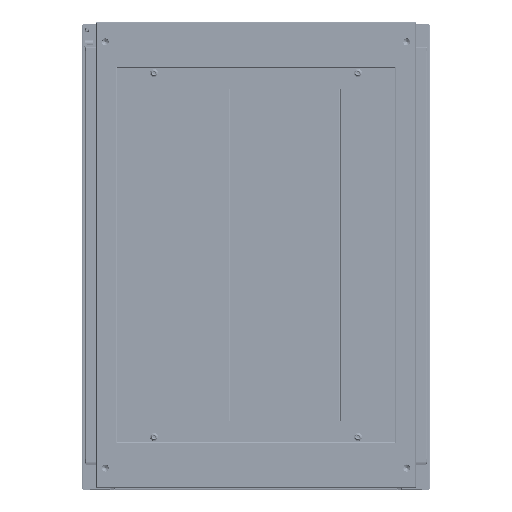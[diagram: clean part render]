
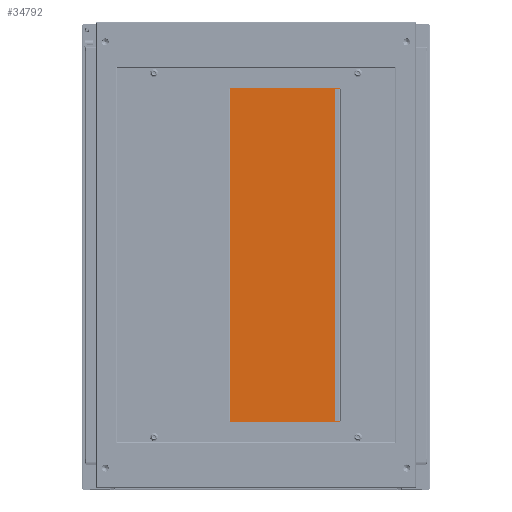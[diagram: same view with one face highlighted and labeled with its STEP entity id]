
A CAD part, top view. The second image highlights one B-rep face of the part: STEP entity #34792.
In plain terms, the highlighted face is planar.
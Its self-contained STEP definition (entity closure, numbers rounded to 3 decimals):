
#5172 = EDGE_LOOP ( 'NONE', ( #115103, #115105, #115107, #115109, #115111, #115113, #115115, #115117 ) ) ;
#15068 = EDGE_CURVE ( 'NONE', #73711, #73709, #110348, .T. ) ;
#15073 = EDGE_CURVE ( 'NONE', #73709, #73703, #110361, .T. ) ;
#15075 = EDGE_CURVE ( 'NONE', #73719, #73716, #110363, .T. ) ;
#15077 = EDGE_CURVE ( 'NONE', #73727, #73719, #110365, .T. ) ;
#15080 = EDGE_CURVE ( 'NONE', #73727, #73720, #110367, .T. ) ;
#15081 = EDGE_CURVE ( 'NONE', #73716, #73711, #110369, .T. ) ;
#15082 = EDGE_CURVE ( 'NONE', #73703, #73698, #110371, .T. ) ;
#15084 = EDGE_CURVE ( 'NONE', #73720, #73698, #110373, .T. ) ;
#34792 = ADVANCED_FACE ( 'NONE', ( #80829 ), #77835, .T. ) ;
#65462 = CARTESIAN_POINT ( 'NONE',  ( -285., -99., 1.5 ) ) ;
#65470 = CARTESIAN_POINT ( 'NONE',  ( -300., -99., 1.5 ) ) ;
#65480 = CARTESIAN_POINT ( 'NONE',  ( -300., 99., 1.5 ) ) ;
#65484 = CARTESIAN_POINT ( 'NONE',  ( 300., 99., 1.5 ) ) ;
#65491 = CARTESIAN_POINT ( 'NONE',  ( 300., -99., 1.5 ) ) ;
#65496 = CARTESIAN_POINT ( 'NONE',  ( 285., -99., 1.5 ) ) ;
#65498 = CARTESIAN_POINT ( 'NONE',  ( -285., -97.99, 1.5 ) ) ;
#65510 = CARTESIAN_POINT ( 'NONE',  ( 285., -97.99, 1.5 ) ) ;
#73698 = VERTEX_POINT ( 'NONE', #65462 ) ;
#73703 = VERTEX_POINT ( 'NONE', #65470 ) ;
#73709 = VERTEX_POINT ( 'NONE', #65480 ) ;
#73711 = VERTEX_POINT ( 'NONE', #65484 ) ;
#73716 = VERTEX_POINT ( 'NONE', #65491 ) ;
#73719 = VERTEX_POINT ( 'NONE', #65496 ) ;
#73720 = VERTEX_POINT ( 'NONE', #65498 ) ;
#73727 = VERTEX_POINT ( 'NONE', #65510 ) ;
#77835 = PLANE ( 'NONE',  #78372 ) ;
#77837 = CARTESIAN_POINT ( 'NONE',  ( -300., -99., 1.5 ) ) ;
#77854 = DIRECTION ( 'NONE',  ( 0., 0., 1. ) ) ;
#77855 = DIRECTION ( 'NONE',  ( 1., 0., 0. ) ) ;
#78372 = AXIS2_PLACEMENT_3D ( 'NONE', #77837, #77854, #77855 ) ;
#80829 = FACE_OUTER_BOUND ( 'NONE', #5172, .T. ) ;
#110348 = LINE ( 'NONE', #112204, #110357 ) ;
#110357 = VECTOR ( 'NONE', #112209, 1000. ) ;
#110361 = LINE ( 'NONE', #112212, #110362 ) ;
#110362 = VECTOR ( 'NONE', #112213, 1000. ) ;
#110363 = LINE ( 'NONE', #112214, #110364 ) ;
#110364 = VECTOR ( 'NONE', #112215, 1000. ) ;
#110365 = LINE ( 'NONE', #112216, #110366 ) ;
#110366 = VECTOR ( 'NONE', #112217, 1000. ) ;
#110367 = LINE ( 'NONE', #112218, #110368 ) ;
#110368 = VECTOR ( 'NONE', #112219, 1000. ) ;
#110369 = LINE ( 'NONE', #112220, #110370 ) ;
#110370 = VECTOR ( 'NONE', #112221, 1000. ) ;
#110371 = LINE ( 'NONE', #112222, #110372 ) ;
#110372 = VECTOR ( 'NONE', #112223, 1000. ) ;
#110373 = LINE ( 'NONE', #112224, #110374 ) ;
#110374 = VECTOR ( 'NONE', #112225, 1000. ) ;
#112204 = CARTESIAN_POINT ( 'NONE',  ( -300., 99., 1.5 ) ) ;
#112209 = DIRECTION ( 'NONE',  ( -1., 0., 0. ) ) ;
#112212 = CARTESIAN_POINT ( 'NONE',  ( -300., 99., 1.5 ) ) ;
#112213 = DIRECTION ( 'NONE',  ( 0., -1., 0. ) ) ;
#112214 = CARTESIAN_POINT ( 'NONE',  ( -300., -99., 1.5 ) ) ;
#112215 = DIRECTION ( 'NONE',  ( 1., 0., 0. ) ) ;
#112216 = CARTESIAN_POINT ( 'NONE',  ( 285., -98., 1.5 ) ) ;
#112217 = DIRECTION ( 'NONE',  ( 0., -1., 0. ) ) ;
#112218 = CARTESIAN_POINT ( 'NONE',  ( 285., -97.99, 1.5 ) ) ;
#112219 = DIRECTION ( 'NONE',  ( -1., 0., 0. ) ) ;
#112220 = CARTESIAN_POINT ( 'NONE',  ( 300., 99., 1.5 ) ) ;
#112221 = DIRECTION ( 'NONE',  ( 0., 1., 0. ) ) ;
#112222 = CARTESIAN_POINT ( 'NONE',  ( -300., -99., 1.5 ) ) ;
#112223 = DIRECTION ( 'NONE',  ( 1., 0., 0. ) ) ;
#112224 = CARTESIAN_POINT ( 'NONE',  ( -285., -98., 1.5 ) ) ;
#112225 = DIRECTION ( 'NONE',  ( 0., -1., 0. ) ) ;
#115103 = ORIENTED_EDGE ( 'NONE', *, *, #15080, .F. ) ;
#115105 = ORIENTED_EDGE ( 'NONE', *, *, #15077, .T. ) ;
#115107 = ORIENTED_EDGE ( 'NONE', *, *, #15075, .T. ) ;
#115109 = ORIENTED_EDGE ( 'NONE', *, *, #15081, .T. ) ;
#115111 = ORIENTED_EDGE ( 'NONE', *, *, #15068, .T. ) ;
#115113 = ORIENTED_EDGE ( 'NONE', *, *, #15073, .T. ) ;
#115115 = ORIENTED_EDGE ( 'NONE', *, *, #15082, .T. ) ;
#115117 = ORIENTED_EDGE ( 'NONE', *, *, #15084, .F. ) ;
